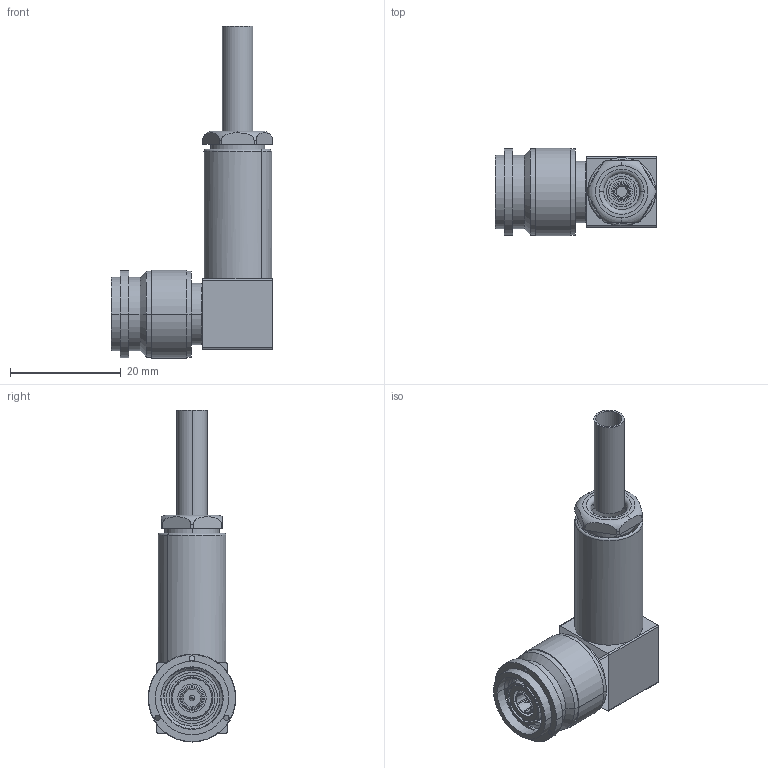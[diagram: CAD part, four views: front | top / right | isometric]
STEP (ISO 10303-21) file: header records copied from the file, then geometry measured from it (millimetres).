
FILE_DESCRIPTION((''),'2;1');
FILE_NAME('31-34179-1','2014-01-16T',('Mohan'),(''),'PRO/ENGINEER BY PARAMETRIC TECHNOLOGY CORPORATION, 2010100','PRO/ENGINEER BY PARAMETRIC TECHNOLOGY CORPORATION, 2010100','');
FILE_SCHEMA(('CONFIG_CONTROL_DESIGN'));
Length unit declared in the file: millimetre
Products named in the file (1): 31-34179-1
Bounding box: 29.21 x 15.88 x 60.01 mm (x, y, z)
Surface area: 4581.6 mm2 (no closed solid volume)
Topology: 0 solids, 18 shells, 103 faces, 371 edges, 273 vertices
Faces by surface type: cylinder 42, plane 35, cone 19, torus 6, bspline 1
Entity records: 4593 total; most frequent: CARTESIAN_POINT 1403, DIRECTION 719, ORIENTED_EDGE 535, EDGE_CURVE 371, AXIS2_PLACEMENT_3D 300, VERTEX_POINT 273, CIRCLE 198, EDGE_LOOP 120
